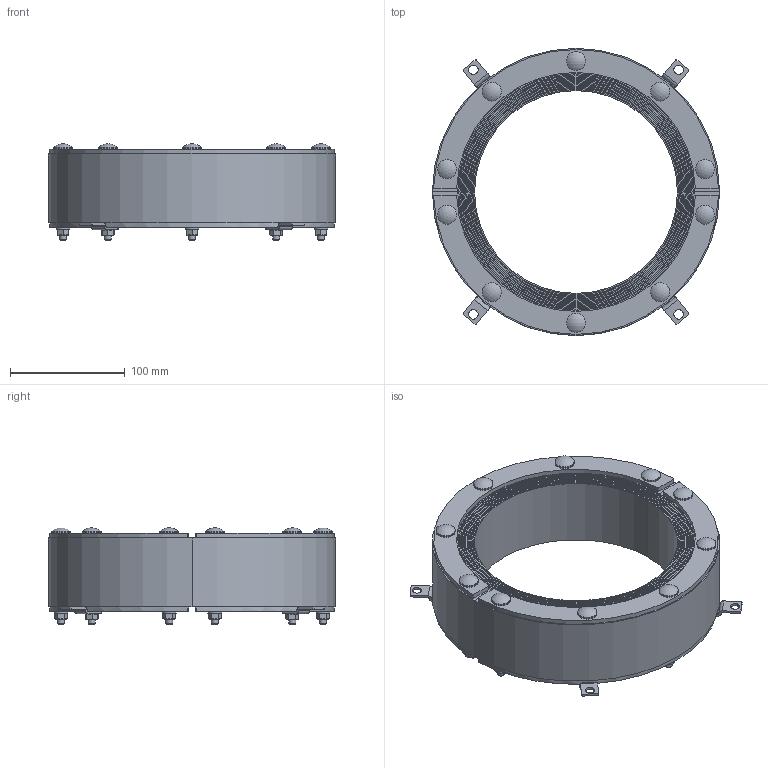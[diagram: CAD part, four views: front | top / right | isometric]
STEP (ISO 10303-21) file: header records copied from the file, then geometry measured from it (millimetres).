
FILE_DESCRIPTION(/* description */ (''),/* implementation_level */ '2;1');
FILE_NAME(/* name */ 'RS 250 AISI316 WOC.stp',/* time_stamp */ '2025-08-13T14:08:14+02:00',/* author */ ('se-marfre'),/* organization */ (''),/* preprocessor_version */ 'ST-DEVELOPER v19.2',/* originating_system */ 'Autodesk Inventor 2023',/* authorisation */ '');
FILE_SCHEMA (('CONFIG_CONTROL_DESIGN'));
Length unit declared in the file: millimetre
Products named in the file (1): RS 225 AISI316 WOC
Bounding box: 250 x 250 x 83.79 mm (x, y, z)
Volume: 1605118.6 mm3; surface area: 154869.8 mm2
Topology: 1 solids, 21 shells, 652 faces, 1474 edges, 926 vertices
Faces by surface type: plane 442, cylinder 130, cone 70, sphere 10
Full cylindrical faces by diameter (mm): 6 x30, 6.2 x4, 6.6 x6, 8.2 x4, 12 x6, 16.5 x10, 16.55 x10
Entity records: 18638 total; most frequent: CARTESIAN_POINT 3453, DIRECTION 3002, ORIENTED_EDGE 2948, EDGE_CURVE 1474, AXIS2_PLACEMENT_3D 1075, VERTEX_POINT 926, LINE 852, VECTOR 852
